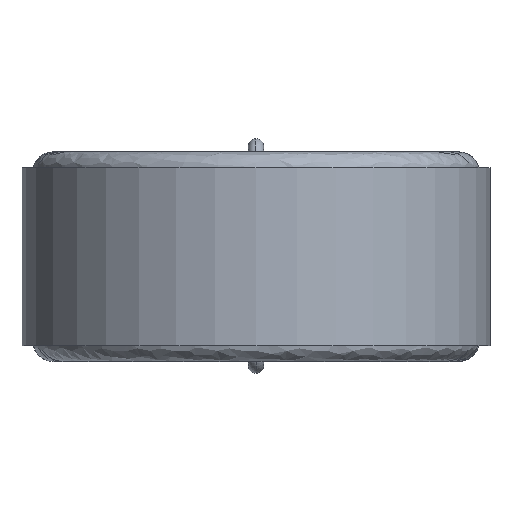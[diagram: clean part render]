
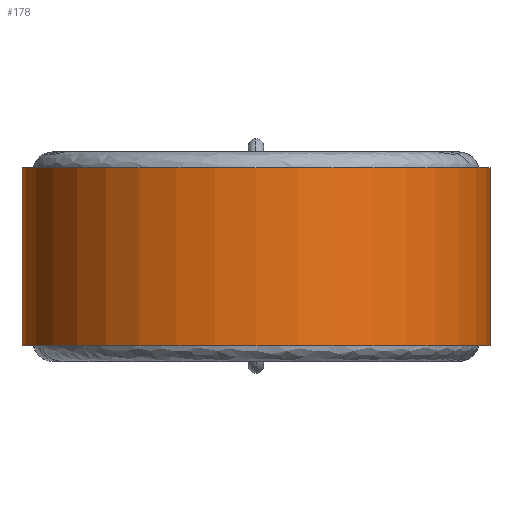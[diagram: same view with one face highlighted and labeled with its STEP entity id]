
A CAD part, front view. The second image highlights one B-rep face of the part: STEP entity #178.
In plain terms, the highlighted cylindrical face has radius 33.88 mm (diameter 67.76 mm), a partial arc.
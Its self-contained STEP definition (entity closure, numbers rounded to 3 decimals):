
#115 = EDGE_CURVE ( 'NONE', #1310, #1311, #1513, .T. ) ;
#116 = EDGE_CURVE ( 'NONE', #1137, #1135, #1338, .T. ) ;
#121 = EDGE_CURVE ( 'NONE', #1310, #1135, #850, .T. ) ;
#124 = EDGE_CURVE ( 'NONE', #1311, #1137, #845, .T. ) ;
#178 = ADVANCED_FACE ( 'NONE', ( #1618 ), #1620, .T. ) ;
#837 = DIRECTION ( 'NONE',  ( 0., 0., 1. ) ) ;
#844 = CARTESIAN_POINT ( 'NONE',  ( 33.88, 0., 0. ) ) ;
#845 = LINE ( 'NONE', #844, #1506 ) ;
#846 = DIRECTION ( 'NONE',  ( 0., 0., 1. ) ) ;
#850 = LINE ( 'NONE', #851, #1334 ) ;
#851 = CARTESIAN_POINT ( 'NONE',  ( -33.88, 0., 0. ) ) ;
#859 = DIRECTION ( 'NONE',  ( 1., 0., 0. ) ) ;
#860 = DIRECTION ( 'NONE',  ( 0., 0., -1. ) ) ;
#861 = CARTESIAN_POINT ( 'NONE',  ( 0., 0., 12.895 ) ) ;
#864 = DIRECTION ( 'NONE',  ( 1., 0., 0. ) ) ;
#865 = DIRECTION ( 'NONE',  ( 0., 0., 1. ) ) ;
#866 = CARTESIAN_POINT ( 'NONE',  ( 0., 0., -12.895 ) ) ;
#998 = ORIENTED_EDGE ( 'NONE', *, *, #121, .F. ) ;
#999 = EDGE_LOOP ( 'NONE', ( #998, #1000, #1003, #1001 ) ) ;
#1000 = ORIENTED_EDGE ( 'NONE', *, *, #115, .T. ) ;
#1001 = ORIENTED_EDGE ( 'NONE', *, *, #116, .T. ) ;
#1003 = ORIENTED_EDGE ( 'NONE', *, *, #124, .T. ) ;
#1135 = VERTEX_POINT ( 'NONE', #2075 ) ;
#1137 = VERTEX_POINT ( 'NONE', #2074 ) ;
#1310 = VERTEX_POINT ( 'NONE', #2141 ) ;
#1311 = VERTEX_POINT ( 'NONE', #2142 ) ;
#1334 = VECTOR ( 'NONE', #846, 1000. ) ;
#1338 = CIRCLE ( 'NONE', #1511, 33.88 ) ;
#1454 = AXIS2_PLACEMENT_3D ( 'NONE', #1619, #1621, #1622 ) ;
#1506 = VECTOR ( 'NONE', #837, 1000. ) ;
#1511 = AXIS2_PLACEMENT_3D ( 'NONE', #861, #860, #859 ) ;
#1513 = CIRCLE ( 'NONE', #1523, 33.88 ) ;
#1523 = AXIS2_PLACEMENT_3D ( 'NONE', #866, #865, #864 ) ;
#1618 = FACE_OUTER_BOUND ( 'NONE', #999, .T. ) ;
#1619 = CARTESIAN_POINT ( 'NONE',  ( 0., 0., 0. ) ) ;
#1620 = CYLINDRICAL_SURFACE ( 'NONE', #1454, 33.88 ) ;
#1621 = DIRECTION ( 'NONE',  ( 0., 0., 1. ) ) ;
#1622 = DIRECTION ( 'NONE',  ( 1., 0., 0. ) ) ;
#2074 = CARTESIAN_POINT ( 'NONE',  ( 33.88, 0., 12.895 ) ) ;
#2075 = CARTESIAN_POINT ( 'NONE',  ( -33.88, 0., 12.895 ) ) ;
#2141 = CARTESIAN_POINT ( 'NONE',  ( -33.88, 0., -12.895 ) ) ;
#2142 = CARTESIAN_POINT ( 'NONE',  ( 33.88, 0., -12.895 ) ) ;
